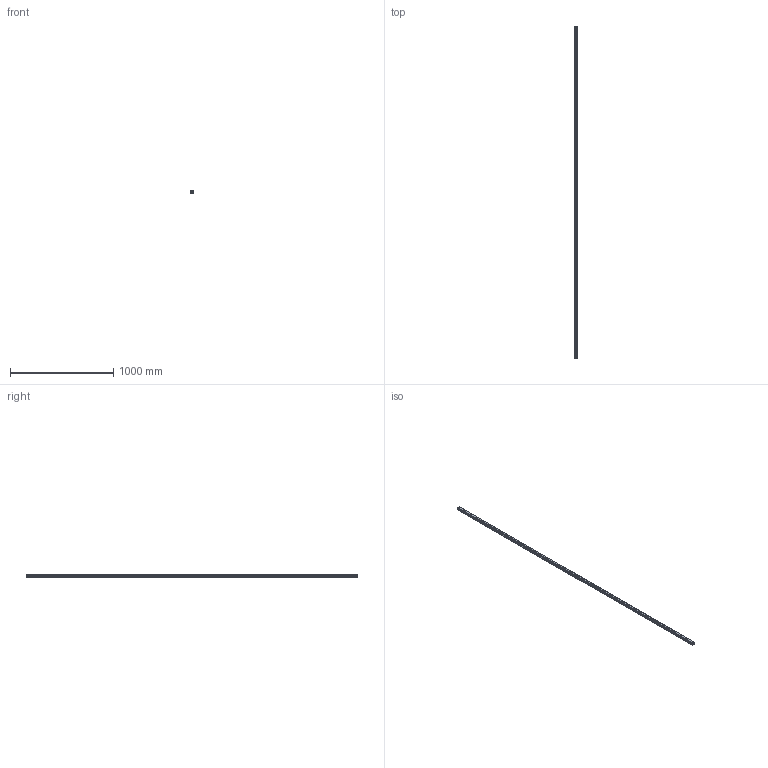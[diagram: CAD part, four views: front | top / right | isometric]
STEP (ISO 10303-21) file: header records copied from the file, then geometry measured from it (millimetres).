
FILE_DESCRIPTION(('STEP AP214'),'1');
FILE_NAME('cctmp_C6DF96CC-7843-4750-B23C-C55AFCE4B20B_2020_6_24_9_2_41_914..stp','2020-06-24T07:02:42',('HIWIN GmbH'),('CADClick - www.CADClick.com'),'Spatial InterOp 3D',' ','unknown authorization');
FILE_SCHEMA(('AUTOMOTIVE_DESIGN'));
Length unit declared in the file: millimetre
Products named in the file (1): HGR30R3220H_FILE
Bounding box: 28 x 3220 x 26 mm (x, y, z)
Volume: 1871551.9 mm3; surface area: 399667.7 mm2
Topology: 1 solids, 1 shells, 484 faces, 1065 edges, 710 vertices
Faces by surface type: cylinder 268, plane 216
Entity records: 17441 total; most frequent: DIRECTION 2571, CARTESIAN_POINT 2260, ORIENTED_EDGE 2130, EDGE_CURVE 1065, AXIS2_PLACEMENT_3D 1021, VERTEX_POINT 710, EDGE_LOOP 611, CIRCLE 536
